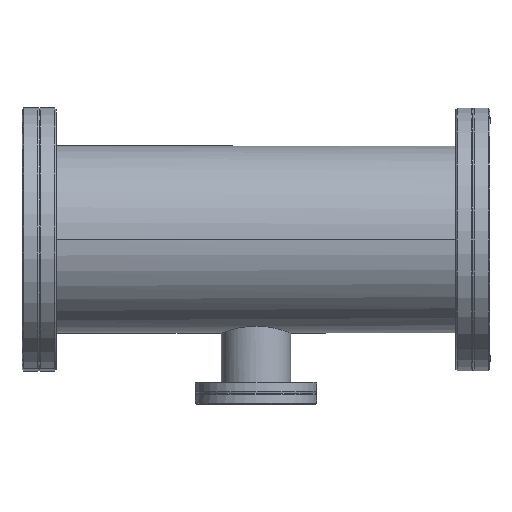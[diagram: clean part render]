
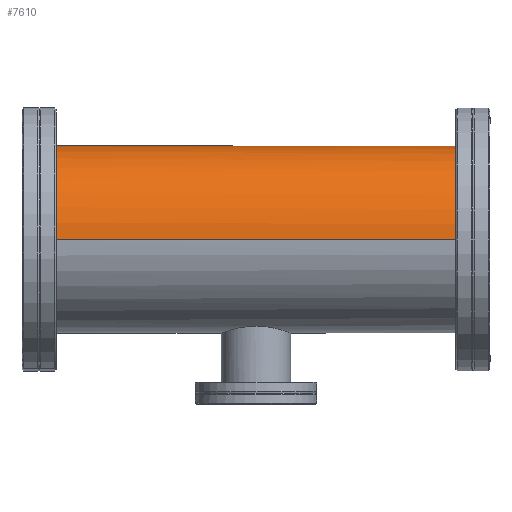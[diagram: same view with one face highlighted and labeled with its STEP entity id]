
A CAD part, top view. The second image highlights one B-rep face of the part: STEP entity #7610.
In plain terms, the highlighted cylindrical face has radius 54 mm (diameter 108 mm), a partial arc.
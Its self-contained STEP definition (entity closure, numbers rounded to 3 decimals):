
#180 = FACE_OUTER_BOUND ( 'NONE', #1592, .T. ) ;
#680 = VECTOR ( 'NONE', #9801, 1000. ) ;
#946 = CARTESIAN_POINT ( 'NONE',  ( 0., 0., 54. ) ) ;
#1198 = VERTEX_POINT ( 'NONE', #2672 ) ;
#1592 = EDGE_LOOP ( 'NONE', ( #5756, #8460, #8513, #7162 ) ) ;
#1997 = VERTEX_POINT ( 'NONE', #3398 ) ;
#2624 = DIRECTION ( 'NONE',  ( -1., 0., 0. ) ) ;
#2672 = CARTESIAN_POINT ( 'NONE',  ( 0., 0., -54. ) ) ;
#3343 = CARTESIAN_POINT ( 'NONE',  ( 260., 0., 0. ) ) ;
#3398 = CARTESIAN_POINT ( 'NONE',  ( 251., 0., 54. ) ) ;
#3633 = CARTESIAN_POINT ( 'NONE',  ( 260., 0., -54. ) ) ;
#4332 = EDGE_CURVE ( 'NONE', #1997, #7330, #5697, .T. ) ;
#4334 = EDGE_CURVE ( 'NONE', #7330, #1198, #5952, .T. ) ;
#4347 = EDGE_CURVE ( 'NONE', #6484, #1198, #5279, .T. ) ;
#4351 = EDGE_CURVE ( 'NONE', #1997, #6484, #5122, .T. ) ;
#5122 = LINE ( 'NONE', #8378, #5265 ) ;
#5265 = VECTOR ( 'NONE', #9101, 1000. ) ;
#5279 = CIRCLE ( 'NONE', #9167, 54. ) ;
#5522 = CYLINDRICAL_SURFACE ( 'NONE', #6600, 54. ) ;
#5697 = CIRCLE ( 'NONE', #9368, 54. ) ;
#5756 = ORIENTED_EDGE ( 'NONE', *, *, #4332, .T. ) ;
#5952 = LINE ( 'NONE', #3633, #680 ) ;
#6484 = VERTEX_POINT ( 'NONE', #946 ) ;
#6600 = AXIS2_PLACEMENT_3D ( 'NONE', #3343, #2624, #6618 ) ;
#6618 = DIRECTION ( 'NONE',  ( 0., 0., 1. ) ) ;
#7162 = ORIENTED_EDGE ( 'NONE', *, *, #4351, .F. ) ;
#7330 = VERTEX_POINT ( 'NONE', #7531 ) ;
#7531 = CARTESIAN_POINT ( 'NONE',  ( 251., 0., -54. ) ) ;
#7610 = ADVANCED_FACE ( 'NONE', ( #180 ), #5522, .T. ) ;
#8282 = DIRECTION ( 'NONE',  ( 0., 0., 1. ) ) ;
#8319 = DIRECTION ( 'NONE',  ( -1., 0., 0. ) ) ;
#8343 = CARTESIAN_POINT ( 'NONE',  ( 0., 0., 0. ) ) ;
#8378 = CARTESIAN_POINT ( 'NONE',  ( 260., 0., 54. ) ) ;
#8460 = ORIENTED_EDGE ( 'NONE', *, *, #4334, .T. ) ;
#8513 = ORIENTED_EDGE ( 'NONE', *, *, #4347, .F. ) ;
#9101 = DIRECTION ( 'NONE',  ( -1., 0., 0. ) ) ;
#9167 = AXIS2_PLACEMENT_3D ( 'NONE', #8343, #8319, #8282 ) ;
#9368 = AXIS2_PLACEMENT_3D ( 'NONE', #9768, #9744, #9711 ) ;
#9711 = DIRECTION ( 'NONE',  ( 0., 0., -1. ) ) ;
#9744 = DIRECTION ( 'NONE',  ( -1., 0., 0. ) ) ;
#9768 = CARTESIAN_POINT ( 'NONE',  ( 251., 0., 0. ) ) ;
#9801 = DIRECTION ( 'NONE',  ( -1., 0., 0. ) ) ;
